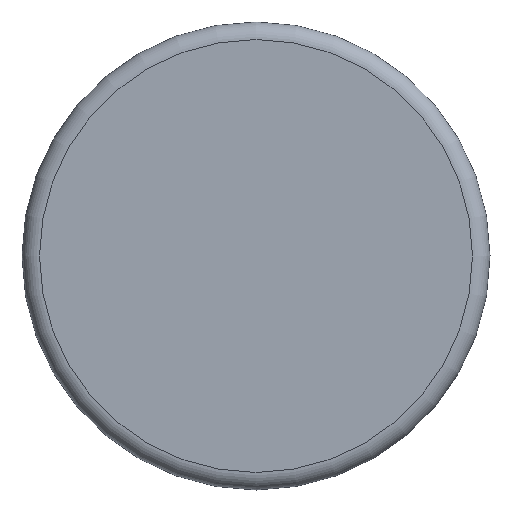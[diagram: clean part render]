
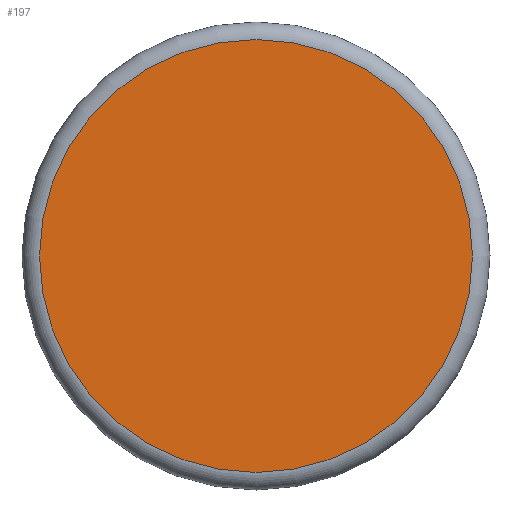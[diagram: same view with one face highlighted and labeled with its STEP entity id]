
A CAD part, left-side view. The second image highlights one B-rep face of the part: STEP entity #197.
In plain terms, the highlighted planar face has unit normal (-1, 0, 0).
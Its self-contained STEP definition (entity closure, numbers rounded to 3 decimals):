
#197 = ADVANCED_FACE( '', ( #412 ), #413, .F. );
#412 = FACE_OUTER_BOUND( '', #629, .T. );
#413 = PLANE( '', #630 );
#629 = EDGE_LOOP( '', ( #1158 ) );
#630 = AXIS2_PLACEMENT_3D( '', #1159, #1160, #1161 );
#1158 = ORIENTED_EDGE( '', *, *, #1447, .F. );
#1159 = CARTESIAN_POINT( '', ( 0., 0., 0. ) );
#1160 = DIRECTION( '', ( 1., 0., 0. ) );
#1161 = DIRECTION( '', ( 0., 0., -1. ) );
#1447 = EDGE_CURVE( '', #1777, #1777, #1778, .T. );
#1777 = VERTEX_POINT( '', #2155 );
#1778 = CIRCLE( '', #2156, 18.5 );
#2155 = CARTESIAN_POINT( '', ( 0., 0., -18.5 ) );
#2156 = AXIS2_PLACEMENT_3D( '', #2540, #2541, #2542 );
#2540 = CARTESIAN_POINT( '', ( 0., 0., 0. ) );
#2541 = DIRECTION( '', ( 1., 0., 0. ) );
#2542 = DIRECTION( '', ( 0., 0., -1. ) );
